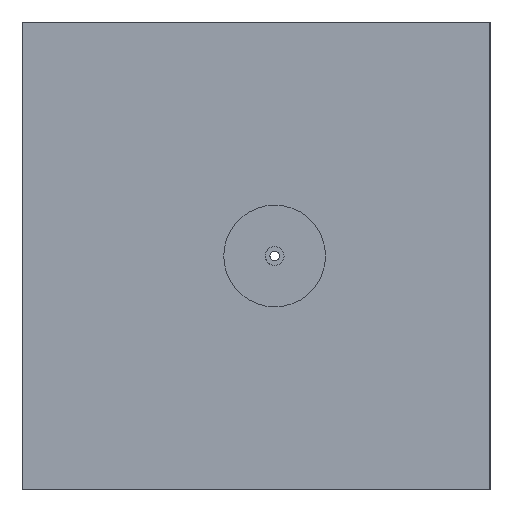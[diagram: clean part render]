
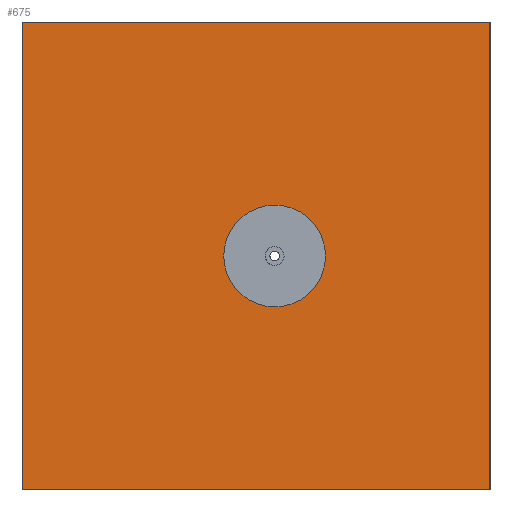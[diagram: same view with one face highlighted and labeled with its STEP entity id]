
A CAD part, left-side view. The second image highlights one B-rep face of the part: STEP entity #675.
In plain terms, the highlighted planar face has unit normal (-1, 0, 0).
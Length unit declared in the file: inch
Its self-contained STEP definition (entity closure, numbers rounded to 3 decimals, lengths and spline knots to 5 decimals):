
#1=DIRECTION('',(0.,-1.,0.));
#2=VECTOR('',#1,0.98);
#3=CARTESIAN_POINT('',(0.,0.,-0.49));
#4=LINE('',#3,#2);
#17=DIRECTION('',(0.,0.,1.));
#18=VECTOR('',#17,0.98);
#19=CARTESIAN_POINT('',(0.,0.,-0.49));
#20=LINE('',#19,#18);
#21=CARTESIAN_POINT('',(0.,-0.529,0.));
#22=DIRECTION('',(-1.,0.,0.));
#23=DIRECTION('',(0.,0.,1.));
#24=AXIS2_PLACEMENT_3D('',#21,#22,#23);
#26=CARTESIAN_POINT('',(0.,-0.529,0.));
#27=DIRECTION('',(-1.,0.,0.));
#28=DIRECTION('',(0.,0.,-1.));
#29=AXIS2_PLACEMENT_3D('',#26,#27,#28);
#69=DIRECTION('',(0.,0.,1.));
#70=VECTOR('',#69,0.98);
#71=CARTESIAN_POINT('',(0.,-0.98,-0.49));
#72=LINE('',#71,#70);
#83=DIRECTION('',(0.,-1.,0.));
#84=VECTOR('',#83,0.98);
#85=CARTESIAN_POINT('',(0.,0.,0.49));
#86=LINE('',#85,#84);
#525=CARTESIAN_POINT('',(0.,0.,-0.49));
#526=CARTESIAN_POINT('',(0.,-0.98,-0.49));
#527=VERTEX_POINT('',#525);
#528=VERTEX_POINT('',#526);
#533=CARTESIAN_POINT('',(0.,0.,0.49));
#534=CARTESIAN_POINT('',(0.,-0.98,0.49));
#535=VERTEX_POINT('',#533);
#536=VERTEX_POINT('',#534);
#545=CARTESIAN_POINT('',(0.,-0.529,0.1065));
#546=CARTESIAN_POINT('',(0.,-0.529,-0.1065));
#547=VERTEX_POINT('',#545);
#548=VERTEX_POINT('',#546);
#655=CARTESIAN_POINT('',(0.,0.,-0.49));
#656=DIRECTION('',(-1.,0.,0.));
#657=DIRECTION('',(0.,-1.,0.));
#658=AXIS2_PLACEMENT_3D('',#655,#656,#657);
#659=PLANE('',#658);
#660=ORIENTED_EDGE('',*,*,#644,.F.);
#662=ORIENTED_EDGE('',*,*,#661,.T.);
#664=ORIENTED_EDGE('',*,*,#663,.T.);
#666=ORIENTED_EDGE('',*,*,#665,.F.);
#667=EDGE_LOOP('',(#660,#662,#664,#666));
#668=FACE_OUTER_BOUND('',#667,.F.);
#670=ORIENTED_EDGE('',*,*,#669,.T.);
#672=ORIENTED_EDGE('',*,*,#671,.T.);
#673=EDGE_LOOP('',(#670,#672));
#674=FACE_BOUND('',#673,.F.);
#25=CIRCLE('',#24,0.1065);
#30=CIRCLE('',#29,0.1065);
#644=EDGE_CURVE('',#527,#528,#4,.T.);
#661=EDGE_CURVE('',#527,#535,#20,.T.);
#663=EDGE_CURVE('',#535,#536,#86,.T.);
#665=EDGE_CURVE('',#528,#536,#72,.T.);
#669=EDGE_CURVE('',#547,#548,#25,.T.);
#671=EDGE_CURVE('',#548,#547,#30,.T.);
#675=ADVANCED_FACE('',(#668,#674),#659,.T.);
